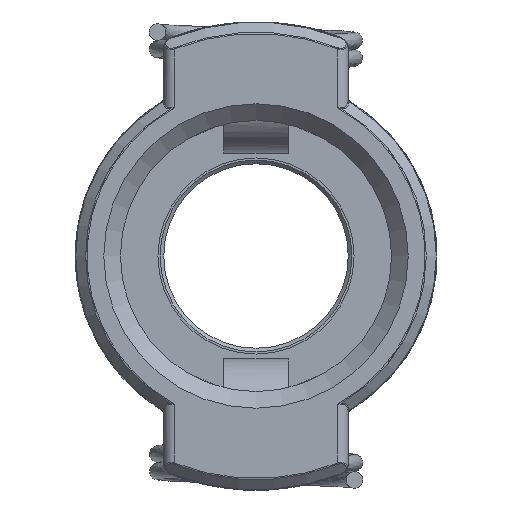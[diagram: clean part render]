
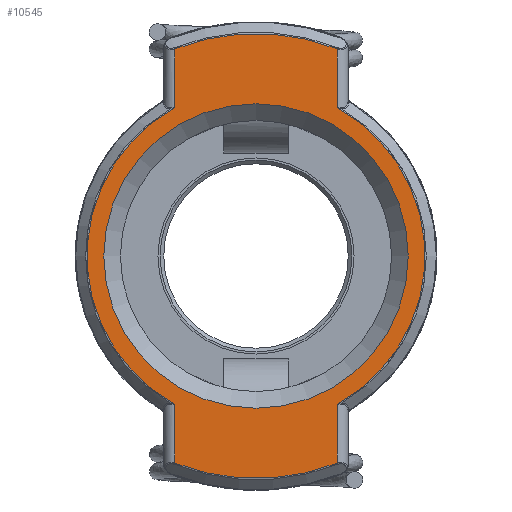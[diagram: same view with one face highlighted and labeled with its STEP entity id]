
A CAD part, left-side view. The second image highlights one B-rep face of the part: STEP entity #10545.
In plain terms, the highlighted planar face has unit normal (-1, 0, 0).
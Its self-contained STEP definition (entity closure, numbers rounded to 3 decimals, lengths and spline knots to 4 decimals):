
#123=PLANE('',#11209);
#436=LINE('',#16289,#1188);
#438=LINE('',#16337,#1190);
#439=LINE('',#16341,#1191);
#440=LINE('',#16345,#1192);
#1188=VECTOR('',#11953,0.3195);
#1190=VECTOR('',#11969,0.3195);
#1191=VECTOR('',#11972,0.3195);
#1192=VECTOR('',#11975,0.3195);
#1928=FACE_BOUND('',#2787,.T.);
#1929=FACE_BOUND('',#2788,.T.);
#2787=EDGE_LOOP('',(#7254));
#2788=EDGE_LOOP('',(#7255,#7256,#7257,#7258,#7259,#7260,#7261,#7262));
#3503=CIRCLE('',#11207,0.9159);
#3505=CIRCLE('',#11210,0.825);
#3506=CIRCLE('',#11211,1.2059);
#3507=CIRCLE('',#11212,0.9159);
#3508=CIRCLE('',#11213,1.2059);
#4408=VERTEX_POINT('',#16041);
#4413=VERTEX_POINT('',#16259);
#4417=VERTEX_POINT('',#16282);
#4420=VERTEX_POINT('',#16334);
#4421=VERTEX_POINT('',#16336);
#4422=VERTEX_POINT('',#16338);
#4423=VERTEX_POINT('',#16340);
#4424=VERTEX_POINT('',#16342);
#4425=VERTEX_POINT('',#16344);
#5539=EDGE_CURVE('',#4408,#4417,#436,.T.);
#5544=EDGE_CURVE('',#4408,#4413,#3503,.T.);
#5546=EDGE_CURVE('',#4420,#4420,#3505,.T.);
#5547=EDGE_CURVE('',#4413,#4421,#438,.T.);
#5548=EDGE_CURVE('',#4422,#4417,#3506,.T.);
#5549=EDGE_CURVE('',#4423,#4422,#439,.T.);
#5550=EDGE_CURVE('',#4424,#4423,#3507,.T.);
#5551=EDGE_CURVE('',#4424,#4425,#440,.T.);
#5552=EDGE_CURVE('',#4421,#4425,#3508,.T.);
#7254=ORIENTED_EDGE('',*,*,#5546,.F.);
#7255=ORIENTED_EDGE('',*,*,#5547,.F.);
#7256=ORIENTED_EDGE('',*,*,#5544,.F.);
#7257=ORIENTED_EDGE('',*,*,#5539,.T.);
#7258=ORIENTED_EDGE('',*,*,#5548,.F.);
#7259=ORIENTED_EDGE('',*,*,#5549,.F.);
#7260=ORIENTED_EDGE('',*,*,#5550,.F.);
#7261=ORIENTED_EDGE('',*,*,#5551,.T.);
#7262=ORIENTED_EDGE('',*,*,#5552,.F.);
#10545=ADVANCED_FACE('',(#1928,#1929),#123,.T.);
#11207=AXIS2_PLACEMENT_3D('',#16331,#11961,#11962);
#11209=AXIS2_PLACEMENT_3D('',#16333,#11965,#11966);
#11210=AXIS2_PLACEMENT_3D('',#16335,#11967,#11968);
#11211=AXIS2_PLACEMENT_3D('',#16339,#11970,#11971);
#11212=AXIS2_PLACEMENT_3D('',#16343,#11973,#11974);
#11213=AXIS2_PLACEMENT_3D('',#16346,#11976,#11977);
#11953=DIRECTION('',(0.,0.,1.));
#11961=DIRECTION('center_axis',(1.,0.,0.));
#11962=DIRECTION('ref_axis',(0.,-1.,0.));
#11965=DIRECTION('center_axis',(-1.,0.,0.));
#11966=DIRECTION('ref_axis',(0.,0.,1.));
#11967=DIRECTION('center_axis',(-1.,0.,0.));
#11968=DIRECTION('ref_axis',(0.,-1.,0.));
#11969=DIRECTION('',(0.,0.,-1.));
#11970=DIRECTION('center_axis',(1.,0.,0.));
#11971=DIRECTION('ref_axis',(0.,0.,1.));
#11972=DIRECTION('',(0.,0.,1.));
#11973=DIRECTION('center_axis',(1.,0.,0.));
#11974=DIRECTION('ref_axis',(0.,1.,0.));
#11975=DIRECTION('',(0.,0.,-1.));
#11976=DIRECTION('center_axis',(1.,0.,0.));
#11977=DIRECTION('ref_axis',(0.,0.,-1.));
#16041=CARTESIAN_POINT('',(0.,-0.44,0.8032));
#16259=CARTESIAN_POINT('',(0.,-0.44,-0.8032));
#16282=CARTESIAN_POINT('',(0.,-0.44,1.1227));
#16289=CARTESIAN_POINT('',(0.,-0.44,0.4214));
#16331=CARTESIAN_POINT('Origin',(0.,0.,0.));
#16333=CARTESIAN_POINT('Origin',(0.,1.27,0.));
#16334=CARTESIAN_POINT('',(0.,0.825,0.));
#16335=CARTESIAN_POINT('Origin',(0.,0.,0.));
#16336=CARTESIAN_POINT('',(0.,-0.44,-1.1227));
#16337=CARTESIAN_POINT('',(0.,-0.44,-0.5837));
#16338=CARTESIAN_POINT('',(0.,0.44,1.1227));
#16339=CARTESIAN_POINT('Origin',(0.,0.,0.));
#16340=CARTESIAN_POINT('',(0.,0.44,0.8032));
#16341=CARTESIAN_POINT('',(0.,0.44,0.5837));
#16342=CARTESIAN_POINT('',(0.,0.44,-0.8032));
#16343=CARTESIAN_POINT('Origin',(0.,0.,0.));
#16344=CARTESIAN_POINT('',(0.,0.44,-1.1227));
#16345=CARTESIAN_POINT('',(0.,0.44,-0.4214));
#16346=CARTESIAN_POINT('Origin',(0.,0.,0.));
